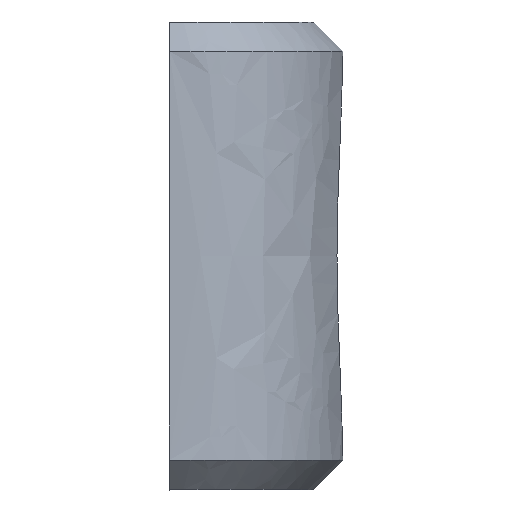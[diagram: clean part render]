
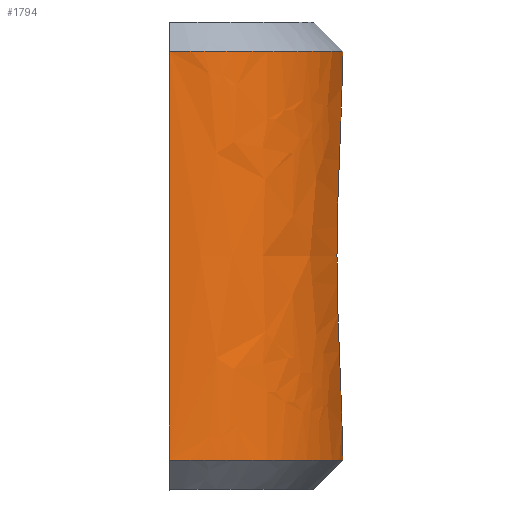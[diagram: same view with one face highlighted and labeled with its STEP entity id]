
A CAD part, top view. The second image highlights one B-rep face of the part: STEP entity #1794.
In plain terms, the highlighted free-form (B-spline) face has degree [1, 2] with [2, 3] control points.
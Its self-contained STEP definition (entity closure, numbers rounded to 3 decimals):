
#76=(
BOUNDED_SURFACE()
B_SPLINE_SURFACE(1,2,((#2679,#2680,#2681),(#2682,#2683,#2684)),
 .UNSPECIFIED.,.F.,.F.,.F.)
B_SPLINE_SURFACE_WITH_KNOTS((2,2),(3,3),(-0.933,0.933),
(0.008,1.52),.UNSPECIFIED.)
GEOMETRIC_REPRESENTATION_ITEM()
RATIONAL_B_SPLINE_SURFACE(((1.,0.728,1.),(1.,0.728,
1.)))
REPRESENTATION_ITEM('')
SURFACE()
);
#78=B_SPLINE_CURVE_WITH_KNOTS('',3,(#2645,#2646,#2647,#2648,#2649,#2650,
#2651),.UNSPECIFIED.,.F.,.F.,(4,1,1,1,4),(0.008,0.252,
0.738,1.225,1.52),.UNSPECIFIED.);
#81=B_SPLINE_CURVE_WITH_KNOTS('',3,(#2688,#2689,#2690,#2691,#2692,#2693,
#2694),.UNSPECIFIED.,.F.,.F.,(4,1,1,1,4),(0.008,0.252,
0.738,1.225,1.52),.UNSPECIFIED.);
#82=B_SPLINE_CURVE_WITH_KNOTS('',3,(#2696,#2697,#2698,#2699,#2700,#2701,
#2702,#2703,#2704,#2705,#2706,#2707),.UNSPECIFIED.,.F.,.F.,(4,2,2,2,2,4),
(0.,0.867,1.733,2.6,3.467,
3.47),.UNSPECIFIED.);
#83=B_SPLINE_CURVE_WITH_KNOTS('',3,(#2708,#2709,#2710,#2711,#2712,#2713,
#2714,#2715,#2716,#2717,#2718,#2719),.UNSPECIFIED.,.F.,.F.,(4,2,2,2,2,4),
(0.,0.867,1.733,2.6,3.467,
3.47),.UNSPECIFIED.);
#183=FACE_OUTER_BOUND('',#280,.T.);
#280=EDGE_LOOP('',(#1200,#1201,#1202,#1203,#1204));
#391=LINE('',#2686,#558);
#558=VECTOR('',#2101,10.);
#727=VERTEX_POINT('',#2636);
#728=VERTEX_POINT('',#2644);
#730=VERTEX_POINT('',#2685);
#731=VERTEX_POINT('',#2687);
#732=VERTEX_POINT('',#2695);
#916=EDGE_CURVE('',#727,#728,#78,.T.);
#919=EDGE_CURVE('',#727,#730,#391,.T.);
#920=EDGE_CURVE('',#730,#731,#81,.T.);
#921=EDGE_CURVE('',#732,#731,#82,.T.);
#922=EDGE_CURVE('',#732,#728,#83,.T.);
#1200=ORIENTED_EDGE('',*,*,#919,.T.);
#1201=ORIENTED_EDGE('',*,*,#920,.T.);
#1202=ORIENTED_EDGE('',*,*,#921,.F.);
#1203=ORIENTED_EDGE('',*,*,#922,.T.);
#1204=ORIENTED_EDGE('',*,*,#916,.F.);
#1794=ADVANCED_FACE('',(#183),#76,.F.);
#2101=DIRECTION('',(0.,-1.,0.));
#2636=CARTESIAN_POINT('',(46.5,35.,101.999));
#2644=CARTESIAN_POINT('',(76.212,35.,66.386));
#2645=CARTESIAN_POINT('Ctrl Pts',(46.5,35.,101.999));
#2646=CARTESIAN_POINT('Ctrl Pts',(48.933,35.,101.973));
#2647=CARTESIAN_POINT('Ctrl Pts',(56.229,35.,100.793));
#2648=CARTESIAN_POINT('Ctrl Pts',(67.258,35.,93.355));
#2649=CARTESIAN_POINT('Ctrl Pts',(74.517,35.,79.767));
#2650=CARTESIAN_POINT('Ctrl Pts',(76.058,35.,70.074));
#2651=CARTESIAN_POINT('Ctrl Pts',(76.208,35.,66.386));
#2679=CARTESIAN_POINT('Ctrl Pts',(46.5,-35.,101.999));
#2680=CARTESIAN_POINT('Ctrl Pts',(74.789,-35.,101.704));
#2681=CARTESIAN_POINT('Ctrl Pts',(76.212,-35.,66.386));
#2682=CARTESIAN_POINT('Ctrl Pts',(46.5,35.,101.999));
#2683=CARTESIAN_POINT('Ctrl Pts',(74.789,35.,101.704));
#2684=CARTESIAN_POINT('Ctrl Pts',(76.212,35.,66.386));
#2685=CARTESIAN_POINT('',(46.5,-35.,101.999));
#2686=CARTESIAN_POINT('',(46.5,0.,101.999));
#2687=CARTESIAN_POINT('',(76.212,-35.,66.386));
#2688=CARTESIAN_POINT('Ctrl Pts',(46.5,-35.,101.999));
#2689=CARTESIAN_POINT('Ctrl Pts',(48.933,-35.,101.973));
#2690=CARTESIAN_POINT('Ctrl Pts',(56.229,-35.,100.793));
#2691=CARTESIAN_POINT('Ctrl Pts',(67.258,-35.,93.355));
#2692=CARTESIAN_POINT('Ctrl Pts',(74.517,-35.,79.767));
#2693=CARTESIAN_POINT('Ctrl Pts',(76.058,-35.,70.074));
#2694=CARTESIAN_POINT('Ctrl Pts',(76.208,-35.,66.386));
#2695=CARTESIAN_POINT('',(75.22,0.,74.244));
#2696=CARTESIAN_POINT('Ctrl Pts',(75.22,0.,74.244));
#2697=CARTESIAN_POINT('Ctrl Pts',(75.22,-2.889,74.244));
#2698=CARTESIAN_POINT('Ctrl Pts',(75.27,-5.791,74.017));
#2699=CARTESIAN_POINT('Ctrl Pts',(75.436,-11.61,73.184));
#2700=CARTESIAN_POINT('Ctrl Pts',(75.55,-14.528,72.586));
#2701=CARTESIAN_POINT('Ctrl Pts',(75.781,-20.372,71.148));
#2702=CARTESIAN_POINT('Ctrl Pts',(75.897,-23.299,70.31));
#2703=CARTESIAN_POINT('Ctrl Pts',(76.091,-29.147,68.469));
#2704=CARTESIAN_POINT('Ctrl Pts',(76.168,-32.068,67.465));
#2705=CARTESIAN_POINT('Ctrl Pts',(76.212,-34.981,66.394));
#2706=CARTESIAN_POINT('Ctrl Pts',(76.212,-34.99,66.39));
#2707=CARTESIAN_POINT('Ctrl Pts',(76.212,-35.,66.386));
#2708=CARTESIAN_POINT('Ctrl Pts',(75.22,0.,74.244));
#2709=CARTESIAN_POINT('Ctrl Pts',(75.22,2.889,74.244));
#2710=CARTESIAN_POINT('Ctrl Pts',(75.27,5.791,74.017));
#2711=CARTESIAN_POINT('Ctrl Pts',(75.436,11.61,73.184));
#2712=CARTESIAN_POINT('Ctrl Pts',(75.55,14.528,72.586));
#2713=CARTESIAN_POINT('Ctrl Pts',(75.781,20.372,71.148));
#2714=CARTESIAN_POINT('Ctrl Pts',(75.897,23.299,70.31));
#2715=CARTESIAN_POINT('Ctrl Pts',(76.091,29.147,68.469));
#2716=CARTESIAN_POINT('Ctrl Pts',(76.168,32.068,67.465));
#2717=CARTESIAN_POINT('Ctrl Pts',(76.212,34.981,66.394));
#2718=CARTESIAN_POINT('Ctrl Pts',(76.212,34.99,66.39));
#2719=CARTESIAN_POINT('Ctrl Pts',(76.212,35.,66.386));
